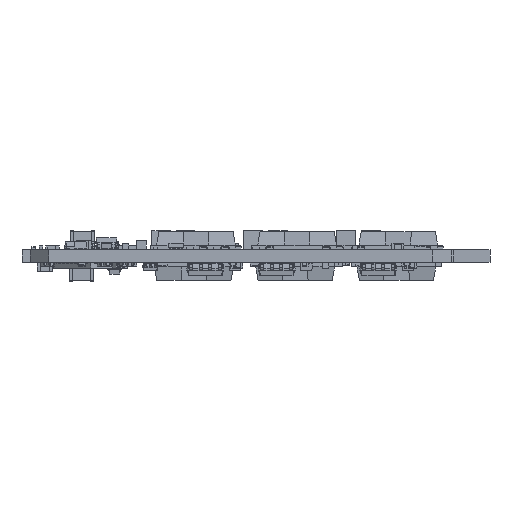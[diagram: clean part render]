
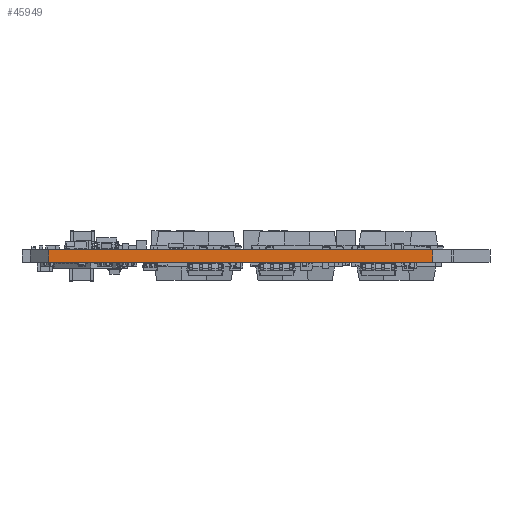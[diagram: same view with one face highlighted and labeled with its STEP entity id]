
A CAD part, front view. The second image highlights one B-rep face of the part: STEP entity #45949.
In plain terms, the highlighted planar face has unit normal (0, -1, 0).
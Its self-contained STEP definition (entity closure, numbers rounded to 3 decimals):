
#41549 = VERTEX_POINT('',#41550);
#41550 = CARTESIAN_POINT('',(130.531,-98.679,0.));
#41556 = EDGE_CURVE('',#41557,#41549,#41559,.T.);
#41557 = VERTEX_POINT('',#41558);
#41558 = CARTESIAN_POINT('',(181.61,-98.679,0.));
#41559 = LINE('',#41560,#41561);
#41560 = CARTESIAN_POINT('',(181.61,-98.679,0.));
#41561 = VECTOR('',#41562,1.);
#41562 = DIRECTION('',(-1.,0.,0.));
#43628 = VERTEX_POINT('',#43629);
#43629 = CARTESIAN_POINT('',(130.531,-98.679,1.6));
#43635 = EDGE_CURVE('',#43636,#43628,#43638,.T.);
#43636 = VERTEX_POINT('',#43637);
#43637 = CARTESIAN_POINT('',(181.61,-98.679,1.6));
#43638 = LINE('',#43639,#43640);
#43639 = CARTESIAN_POINT('',(181.61,-98.679,1.6));
#43640 = VECTOR('',#43641,1.);
#43641 = DIRECTION('',(-1.,0.,0.));
#45921 = EDGE_CURVE('',#41557,#43636,#45922,.T.);
#45922 = LINE('',#45923,#45924);
#45923 = CARTESIAN_POINT('',(181.61,-98.679,0.));
#45924 = VECTOR('',#45925,1.);
#45925 = DIRECTION('',(0.,0.,1.));
#45949 = ADVANCED_FACE('',(#45950),#45961,.T.);
#45950 = FACE_BOUND('',#45951,.T.);
#45951 = EDGE_LOOP('',(#45952,#45953,#45954,#45960));
#45952 = ORIENTED_EDGE('',*,*,#45921,.T.);
#45953 = ORIENTED_EDGE('',*,*,#43635,.T.);
#45954 = ORIENTED_EDGE('',*,*,#45955,.F.);
#45955 = EDGE_CURVE('',#41549,#43628,#45956,.T.);
#45956 = LINE('',#45957,#45958);
#45957 = CARTESIAN_POINT('',(130.531,-98.679,0.));
#45958 = VECTOR('',#45959,1.);
#45959 = DIRECTION('',(0.,0.,1.));
#45960 = ORIENTED_EDGE('',*,*,#41556,.F.);
#45961 = PLANE('',#45962);
#45962 = AXIS2_PLACEMENT_3D('',#45963,#45964,#45965);
#45963 = CARTESIAN_POINT('',(181.61,-98.679,0.));
#45964 = DIRECTION('',(0.,-1.,0.));
#45965 = DIRECTION('',(-1.,0.,0.));
